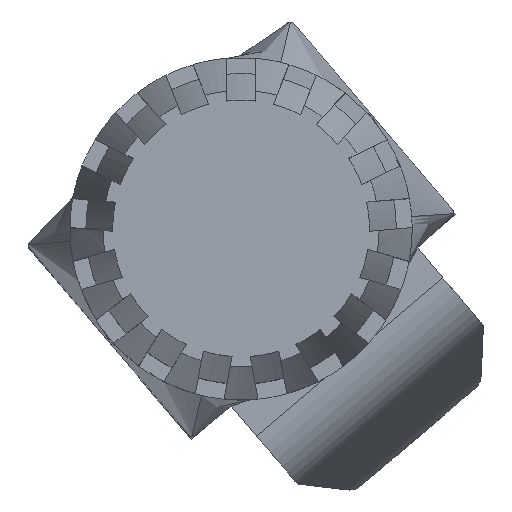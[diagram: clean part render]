
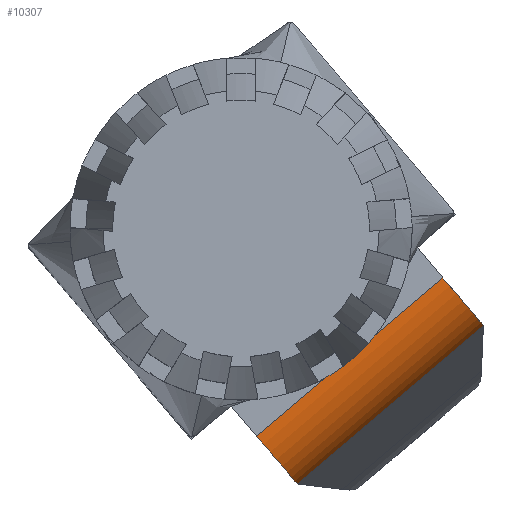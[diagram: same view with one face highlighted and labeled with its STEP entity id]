
A CAD part, top view. The second image highlights one B-rep face of the part: STEP entity #10307.
In plain terms, the highlighted cylindrical face has radius 2.65 mm (diameter 5.3 mm), a partial arc.
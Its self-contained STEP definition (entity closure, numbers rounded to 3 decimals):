
#4676=CARTESIAN_POINT('',(8.262,-1.993,-20.15));
#4677=DIRECTION('',(0.762,0.648,0.));
#4678=DIRECTION('',(0.,0.,1.));
#4679=AXIS2_PLACEMENT_3D('',#4676,#4677,#4678);
#5543=CARTESIAN_POINT('',(0.647,-8.474,-20.15));
#5544=DIRECTION('',(-0.762,-0.648,0.));
#5545=DIRECTION('',(0.625,-0.734,0.267));
#5546=AXIS2_PLACEMENT_3D('',#5543,#5544,#5545);
#5552=DIRECTION('',(0.762,0.648,0.));
#5553=VECTOR('',#5552,10.);
#5554=CARTESIAN_POINT('',(2.302,-10.419,
-19.442));
#5555=LINE('',#5554,#5553);
#5556=DIRECTION('',(-0.762,-0.648,0.));
#5557=VECTOR('',#5556,10.);
#5558=CARTESIAN_POINT('',(8.262,-1.993,-17.5));
#5559=LINE('',#5558,#5557);
#6412=CARTESIAN_POINT('',(2.302,-10.419,
-19.442));
#6413=CARTESIAN_POINT('',(0.647,-8.474,-17.5));
#6414=VERTEX_POINT('',#6412);
#6415=VERTEX_POINT('',#6413);
#6509=CARTESIAN_POINT('',(9.917,-3.938,
-19.442));
#6510=VERTEX_POINT('',#6509);
#6820=CARTESIAN_POINT('',(8.262,-1.993,-17.5));
#6821=VERTEX_POINT('',#6820);
#10295=CARTESIAN_POINT('',(4.454,-5.234,-20.15));
#10296=DIRECTION('',(0.762,0.648,0.));
#10297=DIRECTION('',(0.648,-0.762,0.));
#10298=AXIS2_PLACEMENT_3D('',#10295,#10296,#10297);
#10299=CYLINDRICAL_SURFACE('',#10298,2.65);
#10300=ORIENTED_EDGE('',*,*,#9193,.T.);
#10302=ORIENTED_EDGE('',*,*,#10301,.F.);
#10303=ORIENTED_EDGE('',*,*,#10288,.T.);
#10304=ORIENTED_EDGE('',*,*,#9135,.F.);
#10305=EDGE_LOOP('',(#10300,#10302,#10303,#10304));
#10306=FACE_OUTER_BOUND('',#10305,.F.);
#4680=CIRCLE('',#4679,2.65);
#5547=CIRCLE('',#5546,2.65);
#9135=EDGE_CURVE('',#6821,#6415,#5559,.T.);
#9193=EDGE_CURVE('',#6821,#6510,#4680,.T.);
#10288=EDGE_CURVE('',#6414,#6415,#5547,.T.);
#10301=EDGE_CURVE('',#6414,#6510,#5555,.T.);
#10307=ADVANCED_FACE('',(#10306),#10299,.T.);
